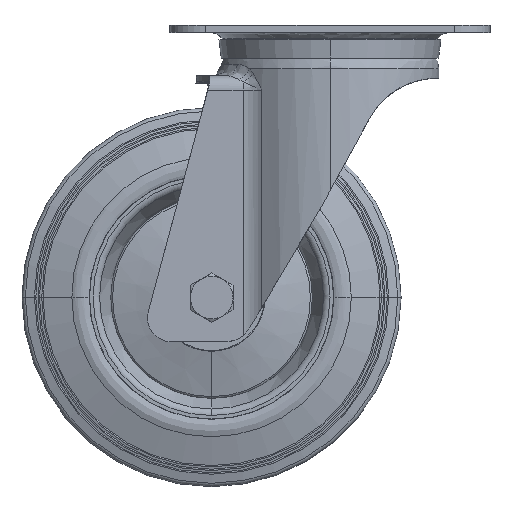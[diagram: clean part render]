
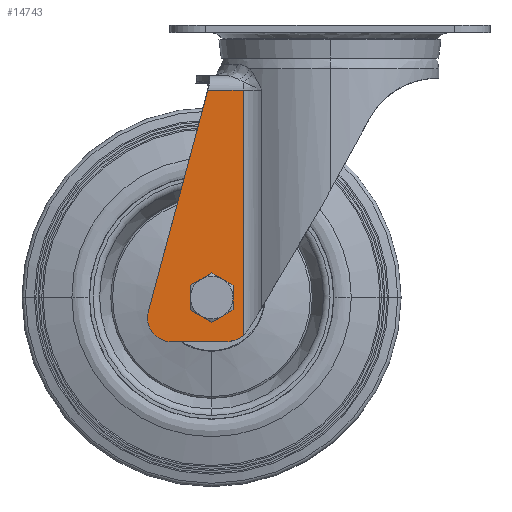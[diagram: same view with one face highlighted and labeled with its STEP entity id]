
A CAD part, top view. The second image highlights one B-rep face of the part: STEP entity #14743.
In plain terms, the highlighted planar face has unit normal (0.003, 0, 1).
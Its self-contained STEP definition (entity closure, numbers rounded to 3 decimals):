
#4 = LINE ( 'NONE', #20306, #15893 ) ;
#654 = CARTESIAN_POINT ( 'NONE',  ( 120.563, 115.558, 32.97 ) ) ;
#660 = PLANE ( 'NONE',  #3764 ) ;
#662 = DIRECTION ( 'NONE',  ( 0.003, 0., 1. ) ) ;
#663 = DIRECTION ( 'NONE',  ( 1., 0., -0.003 ) ) ;
#1491 = CARTESIAN_POINT ( 'NONE',  ( 79.745, -8.642, 33.078 ) ) ;
#1500 = CARTESIAN_POINT ( 'NONE',  ( 47.269, 3.946, 33.163 ) ) ;
#1523 = CARTESIAN_POINT ( 'NONE',  ( 56.928, -8.642, 33.138 ) ) ;
#1538 = CARTESIAN_POINT ( 'NONE',  ( 87.262, 97.558, 33.058 ) ) ;
#1585 = CARTESIAN_POINT ( 'NONE',  ( 72.352, 97.558, 33.097 ) ) ;
#2018 = EDGE_CURVE ( 'NONE', #20983, #21017, #10932, .T. ) ;
#2020 = EDGE_CURVE ( 'NONE', #11351, #11045, #4, .T. ) ;
#2025 = EDGE_CURVE ( 'NONE', #11045, #11121, #8028, .T. ) ;
#2028 = EDGE_CURVE ( 'NONE', #11121, #10995, #16691, .T. ) ;
#3764 = AXIS2_PLACEMENT_3D ( 'NONE', #654, #662, #663 ) ;
#7509 = DIRECTION ( 'NONE',  ( -1., 0., 0.003 ) ) ;
#7510 = CARTESIAN_POINT ( 'NONE',  ( 120.563, 97.558, 32.97 ) ) ;
#7549 = CARTESIAN_POINT ( 'NONE',  ( 87.262, -8.642, 33.058 ) ) ;
#7550 = DIRECTION ( 'NONE',  ( 0., 1., 0. ) ) ;
#7589 = CARTESIAN_POINT ( 'NONE',  ( 85.11, -7.725, 33.064 ) ) ;
#7590 = CARTESIAN_POINT ( 'NONE',  ( 82.506, -8.642, 33.071 ) ) ;
#7595 = CARTESIAN_POINT ( 'NONE',  ( 87.262, -5.995, 33.058 ) ) ;
#7597 = CARTESIAN_POINT ( 'NONE',  ( 79.745, -8.642, 33.078 ) ) ;
#7721 = ORIENTED_EDGE ( 'NONE', *, *, #10819, .T. ) ;
#7752 = ORIENTED_EDGE ( 'NONE', *, *, #10811, .T. ) ;
#7796 = ORIENTED_EDGE ( 'NONE', *, *, #2025, .T. ) ;
#7810 = ORIENTED_EDGE ( 'NONE', *, *, #20091, .T. ) ;
#7875 = ORIENTED_EDGE ( 'NONE', *, *, #2028, .T. ) ;
#7972 = ORIENTED_EDGE ( 'NONE', *, *, #10820, .F. ) ;
#8028 =( BOUNDED_CURVE ( )  B_SPLINE_CURVE ( 3, ( #20327, #20324, #20314, #20328 ),
 .UNSPECIFIED., .F., .T. ) 
 B_SPLINE_CURVE_WITH_KNOTS ( ( 4, 4 ),
 ( 2.88, 4.712 ),
 .UNSPECIFIED. ) 
 CURVE ( )  GEOMETRIC_REPRESENTATION_ITEM ( )  RATIONAL_B_SPLINE_CURVE ( ( 1., 0.739, 0.739, 1. ) ) 
 REPRESENTATION_ITEM ( '' )  );
#8122 = ORIENTED_EDGE ( 'NONE', *, *, #2020, .T. ) ;
#8145 = ORIENTED_EDGE ( 'NONE', *, *, #2018, .T. ) ;
#8159 =( BOUNDED_CURVE ( )  B_SPLINE_CURVE ( 3, ( #7595, #7589, #7590, #7597 ),
 .UNSPECIFIED., .F., .T. ) 
 B_SPLINE_CURVE_WITH_KNOTS ( ( 4, 4 ),
 ( 4.035, 4.712 ),
 .UNSPECIFIED. ) 
 CURVE ( )  GEOMETRIC_REPRESENTATION_ITEM ( )  RATIONAL_B_SPLINE_CURVE ( ( 1., 0.962, 0.962, 1. ) ) 
 REPRESENTATION_ITEM ( '' )  );
#8283 = EDGE_LOOP ( 'NONE', ( #7810, #8145 ) ) ;
#8389 = EDGE_LOOP ( 'NONE', ( #7721, #7752, #8122, #7796, #7875, #7972 ) ) ;
#10811 = EDGE_CURVE ( 'NONE', #11150, #11351, #11997, .T. ) ;
#10819 = EDGE_CURVE ( 'NONE', #20639, #11150, #11996, .T. ) ;
#10820 = EDGE_CURVE ( 'NONE', #20639, #10995, #8159, .T. ) ;
#10932 = CIRCLE ( 'NONE', #18595, 6.1 ) ;
#10995 = VERTEX_POINT ( 'NONE', #1491 ) ;
#11045 = VERTEX_POINT ( 'NONE', #1500 ) ;
#11121 = VERTEX_POINT ( 'NONE', #1523 ) ;
#11150 = VERTEX_POINT ( 'NONE', #1538 ) ;
#11351 = VERTEX_POINT ( 'NONE', #1585 ) ;
#11996 = LINE ( 'NONE', #7549, #12004 ) ;
#11997 = LINE ( 'NONE', #7510, #11999 ) ;
#11999 = VECTOR ( 'NONE', #7509, 1000. ) ;
#12004 = VECTOR ( 'NONE', #7550, 1000. ) ;
#12338 = FACE_BOUND ( 'NONE', #8283, .T. ) ;
#12340 = FACE_OUTER_BOUND ( 'NONE', #8389, .T. ) ;
#14743 = ADVANCED_FACE ( 'NONE', ( #12340, #12338 ), #660, .T. ) ;
#15893 = VECTOR ( 'NONE', #20312, 1000. ) ;
#16691 = LINE ( 'NONE', #20326, #16695 ) ;
#16695 = VECTOR ( 'NONE', #20334, 1000. ) ;
#18595 = AXIS2_PLACEMENT_3D ( 'NONE', #20308, #20309, #20310 ) ;
#20091 = EDGE_CURVE ( 'NONE', #21017, #20983, #22006, .T. ) ;
#20306 = CARTESIAN_POINT ( 'NONE',  ( 72.352, 97.558, 33.097 ) ) ;
#20308 = CARTESIAN_POINT ( 'NONE',  ( 73.998, 9.958, 33.093 ) ) ;
#20309 = DIRECTION ( 'NONE',  ( -0.003, 0., -1. ) ) ;
#20310 = DIRECTION ( 'NONE',  ( 1., 0., -0.003 ) ) ;
#20312 = DIRECTION ( 'NONE',  ( -0.259, -0.966, 0.001 ) ) ;
#20314 = CARTESIAN_POINT ( 'NONE',  ( 49.773, -8.642, 33.157 ) ) ;
#20324 = CARTESIAN_POINT ( 'NONE',  ( 45.417, -2.965, 33.168 ) ) ;
#20326 = CARTESIAN_POINT ( 'NONE',  ( 120.563, -8.642, 32.97 ) ) ;
#20327 = CARTESIAN_POINT ( 'NONE',  ( 47.269, 3.946, 33.163 ) ) ;
#20328 = CARTESIAN_POINT ( 'NONE',  ( 56.928, -8.642, 33.138 ) ) ;
#20334 = DIRECTION ( 'NONE',  ( 1., 0., -0.003 ) ) ;
#20639 = VERTEX_POINT ( 'NONE', #26127 ) ;
#20983 = VERTEX_POINT ( 'NONE', #26214 ) ;
#21017 = VERTEX_POINT ( 'NONE', #26237 ) ;
#22006 = CIRCLE ( 'NONE', #24682, 6.1 ) ;
#24682 = AXIS2_PLACEMENT_3D ( 'NONE', #25596, #25597, #25598 ) ;
#25596 = CARTESIAN_POINT ( 'NONE',  ( 73.998, 9.958, 33.093 ) ) ;
#25597 = DIRECTION ( 'NONE',  ( -0.003, 0., -1. ) ) ;
#25598 = DIRECTION ( 'NONE',  ( 1., 0., -0.003 ) ) ;
#26127 = CARTESIAN_POINT ( 'NONE',  ( 87.262, -5.995, 33.058 ) ) ;
#26214 = CARTESIAN_POINT ( 'NONE',  ( 67.898, 9.958, 33.109 ) ) ;
#26237 = CARTESIAN_POINT ( 'NONE',  ( 80.098, 9.958, 33.077 ) ) ;
